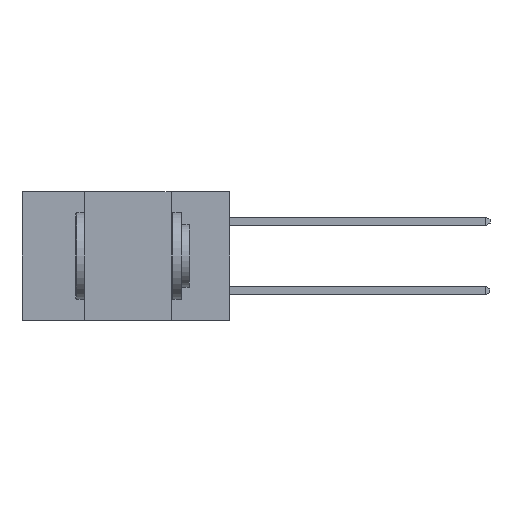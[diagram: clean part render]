
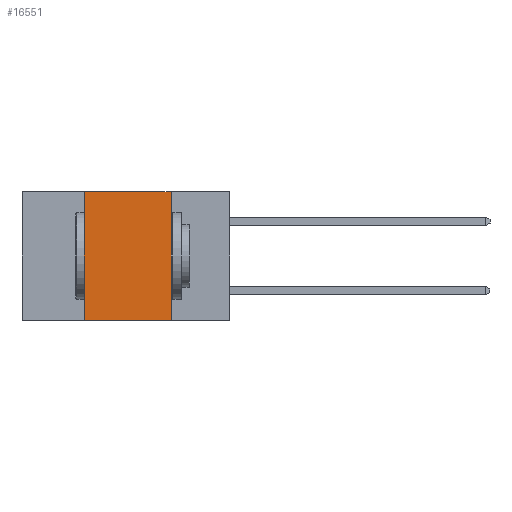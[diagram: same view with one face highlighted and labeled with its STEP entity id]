
A CAD part, left-side view. The second image highlights one B-rep face of the part: STEP entity #16551.
In plain terms, the highlighted planar face has unit normal (-1, 0, 0).
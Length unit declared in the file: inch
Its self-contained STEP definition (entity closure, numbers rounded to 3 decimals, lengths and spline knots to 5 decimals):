
#603 = ORIENTED_EDGE ( 'NONE', *, *, #21940, .F. ) ;
#809 = DIRECTION ( 'NONE',  ( 0., -1., 0. ) ) ;
#1140 = VERTEX_POINT ( 'NONE', #17440 ) ;
#1931 = PLANE ( 'NONE',  #19767 ) ;
#2301 = ORIENTED_EDGE ( 'NONE', *, *, #3438, .F. ) ;
#2543 = VECTOR ( 'NONE', #2727, 39.37008 ) ;
#2727 = DIRECTION ( 'NONE',  ( 0., 0., -1. ) ) ;
#3438 = EDGE_CURVE ( 'NONE', #1140, #17271, #10738, .T. ) ;
#3693 = DIRECTION ( 'NONE',  ( 1., 0., 0. ) ) ;
#5327 = CARTESIAN_POINT ( 'NONE',  ( 0., 0.6, 0. ) ) ;
#6741 = DIRECTION ( 'NONE',  ( 0., -1., 0. ) ) ;
#7844 = VERTEX_POINT ( 'NONE', #12462 ) ;
#8258 = LINE ( 'NONE', #22155, #21926 ) ;
#8743 = CARTESIAN_POINT ( 'NONE',  ( 0., 0.42, 0. ) ) ;
#8780 = VERTEX_POINT ( 'NONE', #22036 ) ;
#10574 = DIRECTION ( 'NONE',  ( 0., 0., 1. ) ) ;
#10641 = ORIENTED_EDGE ( 'NONE', *, *, #18047, .F. ) ;
#10738 = LINE ( 'NONE', #8743, #19685 ) ;
#11148 = FACE_OUTER_BOUND ( 'NONE', #19610, .T. ) ;
#12462 = CARTESIAN_POINT ( 'NONE',  ( 0., 0.17, 0. ) ) ;
#12518 = ORIENTED_EDGE ( 'NONE', *, *, #19935, .T. ) ;
#12612 = LINE ( 'NONE', #20482, #2543 ) ;
#12665 = LINE ( 'NONE', #17450, #17423 ) ;
#14532 = CARTESIAN_POINT ( 'NONE',  ( 0., 0.42, 0. ) ) ;
#16207 = DIRECTION ( 'NONE',  ( 0., 0., -1. ) ) ;
#16551 = ADVANCED_FACE ( 'NONE', ( #11148 ), #1931, .F. ) ;
#17271 = VERTEX_POINT ( 'NONE', #14532 ) ;
#17423 = VECTOR ( 'NONE', #6741, 39.37008 ) ;
#17440 = CARTESIAN_POINT ( 'NONE',  ( 0., 0.42, -0.37 ) ) ;
#17450 = CARTESIAN_POINT ( 'NONE',  ( 0., 0.6, -0.37 ) ) ;
#18047 = EDGE_CURVE ( 'NONE', #17271, #7844, #8258, .T. ) ;
#19610 = EDGE_LOOP ( 'NONE', ( #603, #10641, #2301, #12518 ) ) ;
#19685 = VECTOR ( 'NONE', #10574, 39.37008 ) ;
#19767 = AXIS2_PLACEMENT_3D ( 'NONE', #5327, #3693, #16207 ) ;
#19935 = EDGE_CURVE ( 'NONE', #1140, #8780, #12665, .T. ) ;
#20482 = CARTESIAN_POINT ( 'NONE',  ( 0., 0.17, 0. ) ) ;
#21926 = VECTOR ( 'NONE', #809, 39.37008 ) ;
#21940 = EDGE_CURVE ( 'NONE', #7844, #8780, #12612, .T. ) ;
#22036 = CARTESIAN_POINT ( 'NONE',  ( 0., 0.17, -0.37 ) ) ;
#22155 = CARTESIAN_POINT ( 'NONE',  ( 0., 0.6, 0. ) ) ;
